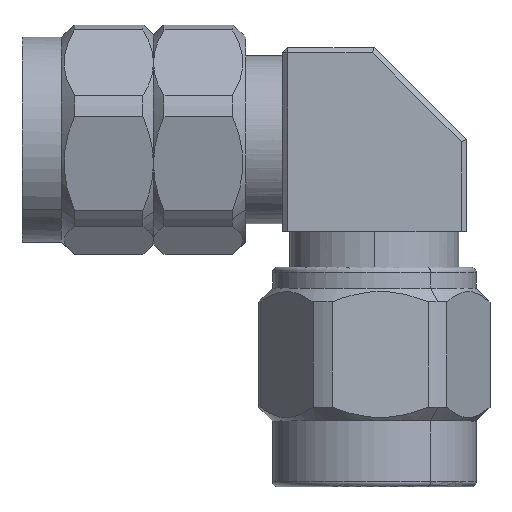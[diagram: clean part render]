
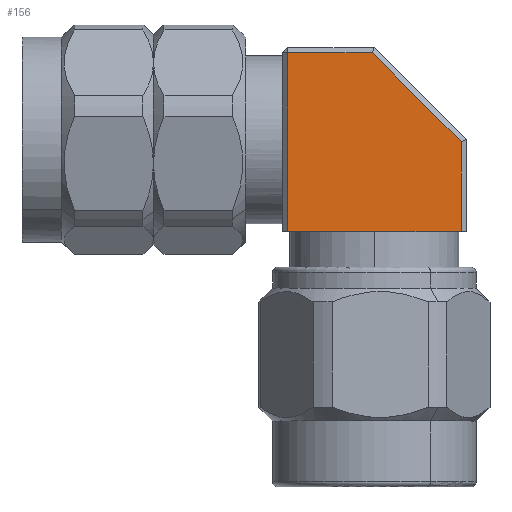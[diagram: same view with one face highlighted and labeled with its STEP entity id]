
A CAD part, top view. The second image highlights one B-rep face of the part: STEP entity #156.
In plain terms, the highlighted planar face has unit normal (0, 0, 1).
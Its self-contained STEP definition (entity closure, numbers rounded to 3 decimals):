
#68 = B_SPLINE_CURVE_WITH_KNOTS ( 'NONE', 3,
 ( #2368, #242, #8679, #2419 ),
 .UNSPECIFIED., .F., .F.,
 ( 4, 4 ),
 ( 0., 1. ),
 .UNSPECIFIED. ) ;
#146 = CARTESIAN_POINT ( 'NONE',  ( 8.211, 1.424, 10.18 ) ) ;
#156 = ADVANCED_FACE ( 'NONE', ( #3666 ), #826, .T. ) ;
#242 = CARTESIAN_POINT ( 'NONE',  ( 14.811, 2.563, 10.18 ) ) ;
#248 = DIRECTION ( 'NONE',  ( 0., 0., 1. ) ) ;
#352 = ORIENTED_EDGE ( 'NONE', *, *, #8870, .T. ) ;
#406 = CARTESIAN_POINT ( 'NONE',  ( 8.211, 8.224, 10.18 ) ) ;
#680 = EDGE_LOOP ( 'NONE', ( #352, #5445, #5322, #8512, #5082 ) ) ;
#772 = CARTESIAN_POINT ( 'NONE',  ( 14.811, 1.424, 10.18 ) ) ;
#826 = PLANE ( 'NONE',  #7919 ) ;
#971 = DIRECTION ( 'NONE',  ( 0., -1., 0. ) ) ;
#1081 = CARTESIAN_POINT ( 'NONE',  ( 8.211, 8.224, 10.18 ) ) ;
#1293 = VERTEX_POINT ( 'NONE', #6661 ) ;
#1587 = CARTESIAN_POINT ( 'NONE',  ( 10.411, 1.424, 10.18 ) ) ;
#1617 = CARTESIAN_POINT ( 'NONE',  ( 8.211, 3.691, 10.18 ) ) ;
#1621 = CARTESIAN_POINT ( 'NONE',  ( 10.356, 8.224, 10.18 ) ) ;
#1689 = CARTESIAN_POINT ( 'NONE',  ( 11.511, -2.976, 10.18 ) ) ;
#1964 = CARTESIAN_POINT ( 'NONE',  ( 14.811, 4.841, 10.18 ) ) ;
#2132 = CARTESIAN_POINT ( 'NONE',  ( 12.611, 1.424, 10.18 ) ) ;
#2368 = CARTESIAN_POINT ( 'NONE',  ( 14.811, 1.424, 10.18 ) ) ;
#2419 = CARTESIAN_POINT ( 'NONE',  ( 14.811, 4.841, 10.18 ) ) ;
#2469 = EDGE_CURVE ( 'NONE', #1293, #6281, #6705, .T. ) ;
#2605 = CARTESIAN_POINT ( 'NONE',  ( 12.556, 7.097, 10.18 ) ) ;
#2809 = EDGE_CURVE ( 'NONE', #7267, #6281, #3324, .T. ) ;
#2906 = VERTEX_POINT ( 'NONE', #6699 ) ;
#3324 = B_SPLINE_CURVE_WITH_KNOTS ( 'NONE', 3,
 ( #772, #2132, #1587, #146 ),
 .UNSPECIFIED., .F., .F.,
 ( 4, 4 ),
 ( 0., 1. ),
 .UNSPECIFIED. ) ;
#3537 = CARTESIAN_POINT ( 'NONE',  ( 11.428, 8.224, 10.18 ) ) ;
#3666 = FACE_OUTER_BOUND ( 'NONE', #680, .T. ) ;
#4064 = CARTESIAN_POINT ( 'NONE',  ( 11.428, 8.224, 10.18 ) ) ;
#4869 = B_SPLINE_CURVE_WITH_KNOTS ( 'NONE', 3,
 ( #4064, #1621, #5043, #406 ),
 .UNSPECIFIED., .F., .F.,
 ( 4, 4 ),
 ( 0., 1. ),
 .UNSPECIFIED. ) ;
#4937 = B_SPLINE_CURVE_WITH_KNOTS ( 'NONE', 3,
 ( #1964, #8910, #2605, #5451 ),
 .UNSPECIFIED., .F., .F.,
 ( 4, 4 ),
 ( 0., 1. ),
 .UNSPECIFIED. ) ;
#5043 = CARTESIAN_POINT ( 'NONE',  ( 9.283, 8.224, 10.18 ) ) ;
#5082 = ORIENTED_EDGE ( 'NONE', *, *, #2809, .F. ) ;
#5089 = CARTESIAN_POINT ( 'NONE',  ( 8.211, 1.424, 10.18 ) ) ;
#5322 = ORIENTED_EDGE ( 'NONE', *, *, #6136, .T. ) ;
#5445 = ORIENTED_EDGE ( 'NONE', *, *, #8697, .T. ) ;
#5451 = CARTESIAN_POINT ( 'NONE',  ( 11.428, 8.224, 10.18 ) ) ;
#6136 = EDGE_CURVE ( 'NONE', #8413, #1293, #4869, .T. ) ;
#6281 = VERTEX_POINT ( 'NONE', #6817 ) ;
#6465 = CARTESIAN_POINT ( 'NONE',  ( 8.211, 5.958, 10.18 ) ) ;
#6475 = CARTESIAN_POINT ( 'NONE',  ( 14.811, 1.424, 10.18 ) ) ;
#6661 = CARTESIAN_POINT ( 'NONE',  ( 8.211, 8.224, 10.18 ) ) ;
#6699 = CARTESIAN_POINT ( 'NONE',  ( 14.811, 4.841, 10.18 ) ) ;
#6705 = B_SPLINE_CURVE_WITH_KNOTS ( 'NONE', 3,
 ( #1081, #6465, #1617, #5089 ),
 .UNSPECIFIED., .F., .F.,
 ( 4, 4 ),
 ( 0., 1. ),
 .UNSPECIFIED. ) ;
#6817 = CARTESIAN_POINT ( 'NONE',  ( 8.211, 1.424, 10.18 ) ) ;
#7267 = VERTEX_POINT ( 'NONE', #6475 ) ;
#7919 = AXIS2_PLACEMENT_3D ( 'NONE', #1689, #248, #971 ) ;
#8413 = VERTEX_POINT ( 'NONE', #3537 ) ;
#8512 = ORIENTED_EDGE ( 'NONE', *, *, #2469, .T. ) ;
#8679 = CARTESIAN_POINT ( 'NONE',  ( 14.811, 3.702, 10.18 ) ) ;
#8697 = EDGE_CURVE ( 'NONE', #2906, #8413, #4937, .T. ) ;
#8870 = EDGE_CURVE ( 'NONE', #7267, #2906, #68, .T. ) ;
#8910 = CARTESIAN_POINT ( 'NONE',  ( 13.683, 5.969, 10.18 ) ) ;
